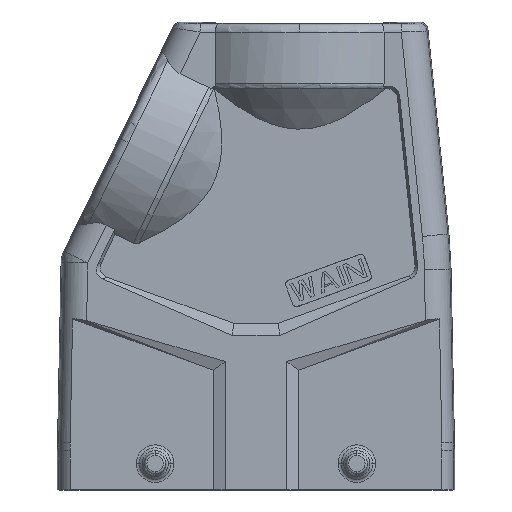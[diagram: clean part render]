
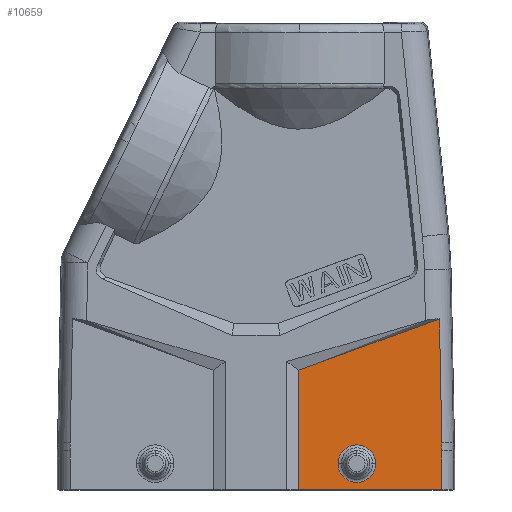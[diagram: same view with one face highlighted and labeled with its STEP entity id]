
A CAD part, left-side view. The second image highlights one B-rep face of the part: STEP entity #10659.
In plain terms, the highlighted planar face has unit normal (-1, 0, 0).
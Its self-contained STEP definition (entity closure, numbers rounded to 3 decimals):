
#979=DIRECTION('',(0.,-1.,0.));
#980=VECTOR('',#979,33.778);
#981=CARTESIAN_POINT('',(-21.5,-10.,-9.1));
#982=LINE('',#981,#980);
#1130=DIRECTION('',(0.,-0.94,0.342));
#1131=VECTOR('',#1130,35.319);
#1132=CARTESIAN_POINT('',(-21.5,-10.,19.));
#1133=LINE('',#1132,#1131);
#1137=DIRECTION('',(0.,-0.02,-1.));
#1138=VECTOR('',#1137,29.163);
#1139=CARTESIAN_POINT('',(-21.5,-43.189,
31.08));
#1140=LINE('',#1139,#1138);
#1144=CARTESIAN_POINT('',(-21.5,53.525,
0.019));
#1145=DIRECTION('',(1.,0.,0.));
#1146=DIRECTION('',(0.,-1.,0.02));
#1147=AXIS2_PLACEMENT_3D('',#1144,#1145,#1146);
#1152=CARTESIAN_POINT('',(-21.5,-23.75,-3.));
#1153=DIRECTION('',(-1.,0.,0.));
#1154=DIRECTION('',(0.,-1.,0.));
#1155=AXIS2_PLACEMENT_3D('',#1152,#1153,#1154);
#1160=CARTESIAN_POINT('',(-21.5,-23.75,-3.));
#1161=DIRECTION('',(-1.,0.,0.));
#1162=DIRECTION('',(0.,1.,0.));
#1163=AXIS2_PLACEMENT_3D('',#1160,#1161,#1162);
#1178=DIRECTION('',(0.,0.,-1.));
#1179=VECTOR('',#1178,28.1);
#1180=CARTESIAN_POINT('',(-21.5,-10.,19.));
#1181=LINE('',#1180,#1179);
#4125=DIRECTION('',(0.,0.,1.));
#4126=VECTOR('',#4125,9.119);
#4127=CARTESIAN_POINT('',(-21.5,-43.778,-9.1));
#4128=LINE('',#4127,#4126);
#8978=CARTESIAN_POINT('',(-21.5,-10.,-9.1));
#8979=VERTEX_POINT('',#8978);
#8980=CARTESIAN_POINT('',(-21.5,-43.778,-9.1));
#8981=VERTEX_POINT('',#8980);
#9348=CARTESIAN_POINT('',(-21.5,-43.759,
1.923));
#9349=CARTESIAN_POINT('',(-21.5,-43.778,
0.019));
#9350=VERTEX_POINT('',#9348);
#9351=VERTEX_POINT('',#9349);
#9393=CARTESIAN_POINT('',(-21.5,-10.,19.));
#9394=VERTEX_POINT('',#9393);
#9395=CARTESIAN_POINT('',(-21.5,-43.189,
31.08));
#9396=VERTEX_POINT('',#9395);
#9397=CARTESIAN_POINT('',(-21.5,-28.172,-3.));
#9398=CARTESIAN_POINT('',(-21.5,-19.328,-3.));
#9399=VERTEX_POINT('',#9397);
#9400=VERTEX_POINT('',#9398);
#10636=CARTESIAN_POINT('',(-21.5,0.,0.));
#10637=DIRECTION('',(1.,0.,0.));
#10638=DIRECTION('',(0.,1.,0.));
#10639=AXIS2_PLACEMENT_3D('',#10636,#10637,#10638);
#10640=PLANE('',#10639);
#10641=ORIENTED_EDGE('',*,*,#10534,.F.);
#10643=ORIENTED_EDGE('',*,*,#10642,.F.);
#10645=ORIENTED_EDGE('',*,*,#10644,.T.);
#10647=ORIENTED_EDGE('',*,*,#10646,.T.);
#10648=ORIENTED_EDGE('',*,*,#10626,.T.);
#10650=ORIENTED_EDGE('',*,*,#10649,.F.);
#10651=EDGE_LOOP('',(#10641,#10643,#10645,#10647,#10648,#10650));
#10652=FACE_OUTER_BOUND('',#10651,.F.);
#10654=ORIENTED_EDGE('',*,*,#10653,.T.);
#10656=ORIENTED_EDGE('',*,*,#10655,.T.);
#10657=EDGE_LOOP('',(#10654,#10656));
#10658=FACE_BOUND('',#10657,.F.);
#10659=ADVANCED_FACE('',(#10652,#10658),#10640,.F.);
#1148=CIRCLE('',#1147,97.302);
#1156=CIRCLE('',#1155,4.422);
#1164=CIRCLE('',#1163,4.422);
#10534=EDGE_CURVE('',#8979,#8981,#982,.T.);
#10626=EDGE_CURVE('',#9350,#9351,#1148,.T.);
#10642=EDGE_CURVE('',#9394,#8979,#1181,.T.);
#10644=EDGE_CURVE('',#9394,#9396,#1133,.T.);
#10646=EDGE_CURVE('',#9396,#9350,#1140,.T.);
#10649=EDGE_CURVE('',#8981,#9351,#4128,.T.);
#10653=EDGE_CURVE('',#9399,#9400,#1156,.T.);
#10655=EDGE_CURVE('',#9400,#9399,#1164,.T.);
